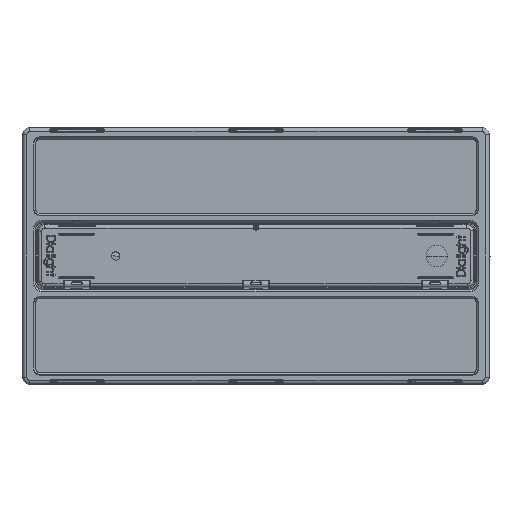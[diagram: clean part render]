
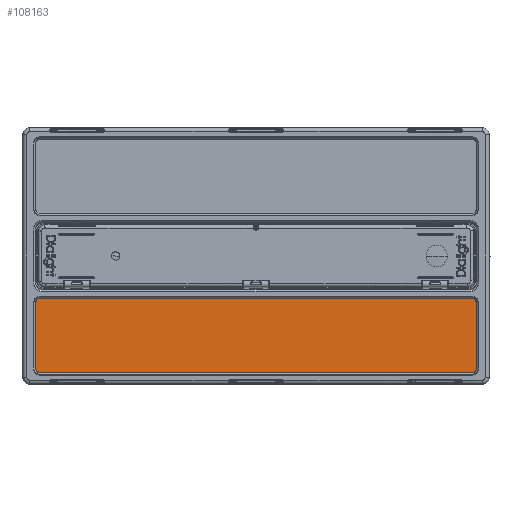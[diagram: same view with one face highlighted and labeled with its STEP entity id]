
A CAD part, front view. The second image highlights one B-rep face of the part: STEP entity #108163.
In plain terms, the highlighted planar face has unit normal (0, -1, 0).
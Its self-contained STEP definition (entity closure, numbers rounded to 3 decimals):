
#100015=CARTESIAN_POINT('',(17.37,0.225,-9.386));
#100016=CARTESIAN_POINT('',(17.394,0.225,-9.386));
#100017=CARTESIAN_POINT('',(17.438,0.225,-9.379));
#100018=CARTESIAN_POINT('',(17.495,0.225,-9.35));
#100019=CARTESIAN_POINT('',(17.536,0.225,-9.312));
#100020=CARTESIAN_POINT('',(17.563,0.225,-9.271));
#100021=CARTESIAN_POINT('',(17.581,0.225,-9.226));
#100022=CARTESIAN_POINT('',(17.586,0.225,-9.189));
#100023=CARTESIAN_POINT('',(17.586,0.225,-9.17));
#100025=DIRECTION('',(1.,0.,0.));
#100026=VECTOR('',#100025,34.739);
#100027=CARTESIAN_POINT('',(-17.37,0.225,-9.386));
#100028=LINE('',#100027,#100026);
#100029=CARTESIAN_POINT('',(-17.586,0.225,-9.17));
#100030=CARTESIAN_POINT('',(-17.586,0.225,-9.194));
#100031=CARTESIAN_POINT('',(-17.579,0.225,-9.238));
#100032=CARTESIAN_POINT('',(-17.55,0.225,-9.295));
#100033=CARTESIAN_POINT('',(-17.512,0.225,-9.336));
#100034=CARTESIAN_POINT('',(-17.471,0.225,-9.363));
#100035=CARTESIAN_POINT('',(-17.426,0.225,-9.381));
#100036=CARTESIAN_POINT('',(-17.389,0.225,-9.386));
#100037=CARTESIAN_POINT('',(-17.37,0.225,-9.386));
#100039=DIRECTION('',(0.,0.,-1.));
#100040=VECTOR('',#100039,5.864);
#100041=CARTESIAN_POINT('',(-17.586,0.225,-3.305));
#100042=LINE('',#100041,#100040);
#100043=CARTESIAN_POINT('',(-17.37,0.225,-3.089));
#100044=CARTESIAN_POINT('',(-17.394,0.225,-3.089));
#100045=CARTESIAN_POINT('',(-17.438,0.225,-3.096));
#100046=CARTESIAN_POINT('',(-17.495,0.225,-3.125));
#100047=CARTESIAN_POINT('',(-17.536,0.225,-3.163));
#100048=CARTESIAN_POINT('',(-17.563,0.225,-3.204));
#100049=CARTESIAN_POINT('',(-17.581,0.225,-3.249));
#100050=CARTESIAN_POINT('',(-17.586,0.225,-3.286));
#100051=CARTESIAN_POINT('',(-17.586,0.225,-3.305));
#100053=DIRECTION('',(-1.,0.,0.));
#100054=VECTOR('',#100053,34.739);
#100055=CARTESIAN_POINT('',(17.37,0.225,-3.089));
#100056=LINE('',#100055,#100054);
#100057=CARTESIAN_POINT('',(17.586,0.225,-3.305));
#100058=CARTESIAN_POINT('',(17.586,0.225,-3.281));
#100059=CARTESIAN_POINT('',(17.579,0.225,-3.237));
#100060=CARTESIAN_POINT('',(17.55,0.225,-3.18));
#100061=CARTESIAN_POINT('',(17.512,0.225,-3.139));
#100062=CARTESIAN_POINT('',(17.471,0.225,-3.112));
#100063=CARTESIAN_POINT('',(17.426,0.225,-3.094));
#100064=CARTESIAN_POINT('',(17.389,0.225,-3.089));
#100065=CARTESIAN_POINT('',(17.37,0.225,-3.089));
#100067=DIRECTION('',(0.,0.,1.));
#100068=VECTOR('',#100067,5.864);
#100069=CARTESIAN_POINT('',(17.586,0.225,-9.17));
#100070=LINE('',#100069,#100068);
#107860=VERTEX_POINT('',#100015);
#107861=VERTEX_POINT('',#100023);
#107864=CARTESIAN_POINT('',(17.586,0.225,-3.305));
#107865=VERTEX_POINT('',#107864);
#107868=VERTEX_POINT('',#100065);
#107870=CARTESIAN_POINT('',(-17.37,0.225,-3.089));
#107871=VERTEX_POINT('',#107870);
#107874=VERTEX_POINT('',#100051);
#107876=CARTESIAN_POINT('',(-17.586,0.225,-9.17));
#107877=VERTEX_POINT('',#107876);
#107880=VERTEX_POINT('',#100037);
#108141=CARTESIAN_POINT('',(0.,0.225,-6.238));
#108142=DIRECTION('',(0.,-1.,0.));
#108143=DIRECTION('',(0.,0.,-1.));
#108144=AXIS2_PLACEMENT_3D('',#108141,#108142,#108143);
#108145=PLANE('',#108144);
#108147=ORIENTED_EDGE('',*,*,#108146,.F.);
#108149=ORIENTED_EDGE('',*,*,#108148,.F.);
#108151=ORIENTED_EDGE('',*,*,#108150,.F.);
#108153=ORIENTED_EDGE('',*,*,#108152,.F.);
#108155=ORIENTED_EDGE('',*,*,#108154,.F.);
#108156=ORIENTED_EDGE('',*,*,#108131,.F.);
#108158=ORIENTED_EDGE('',*,*,#108157,.F.);
#108160=ORIENTED_EDGE('',*,*,#108159,.F.);
#108161=EDGE_LOOP('',(#108147,#108149,#108151,#108153,#108155,#108156,#108158,
#108160));
#108162=FACE_OUTER_BOUND('',#108161,.F.);
#108163=ADVANCED_FACE('',(#108162),#108145,.T.);
#100024=B_SPLINE_CURVE_WITH_KNOTS('',3,(#100015,#100016,#100017,#100018,#100019,
#100020,#100021,#100022,#100023),.UNSPECIFIED.,.F.,.F.,(4,1,1,1,1,1,4),(0.,
0.167,0.333,0.5,0.667,0.833,
1.),.UNSPECIFIED.);
#100038=B_SPLINE_CURVE_WITH_KNOTS('',3,(#100029,#100030,#100031,#100032,#100033,
#100034,#100035,#100036,#100037),.UNSPECIFIED.,.F.,.F.,(4,1,1,1,1,1,4),(0.,
0.167,0.333,0.5,0.667,0.833,
1.),.UNSPECIFIED.);
#100052=B_SPLINE_CURVE_WITH_KNOTS('',3,(#100043,#100044,#100045,#100046,#100047,
#100048,#100049,#100050,#100051),.UNSPECIFIED.,.F.,.F.,(4,1,1,1,1,1,4),(0.,
0.167,0.333,0.5,0.667,0.833,
1.),.UNSPECIFIED.);
#100066=B_SPLINE_CURVE_WITH_KNOTS('',3,(#100057,#100058,#100059,#100060,#100061,
#100062,#100063,#100064,#100065),.UNSPECIFIED.,.F.,.F.,(4,1,1,1,1,1,4),(0.,
0.167,0.333,0.5,0.667,0.833,
1.),.UNSPECIFIED.);
#108131=EDGE_CURVE('',#107868,#107871,#100056,.T.);
#108146=EDGE_CURVE('',#107860,#107861,#100024,.T.);
#108148=EDGE_CURVE('',#107880,#107860,#100028,.T.);
#108150=EDGE_CURVE('',#107877,#107880,#100038,.T.);
#108152=EDGE_CURVE('',#107874,#107877,#100042,.T.);
#108154=EDGE_CURVE('',#107871,#107874,#100052,.T.);
#108157=EDGE_CURVE('',#107865,#107868,#100066,.T.);
#108159=EDGE_CURVE('',#107861,#107865,#100070,.T.);
